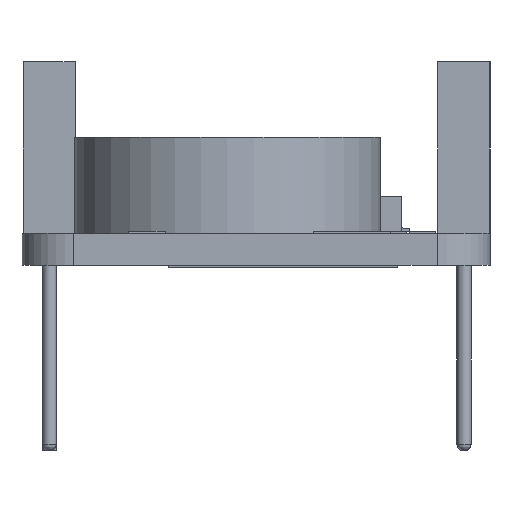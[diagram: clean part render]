
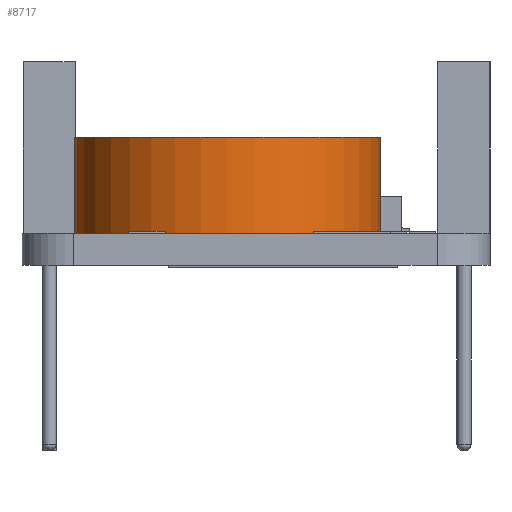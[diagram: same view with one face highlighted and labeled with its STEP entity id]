
A CAD part, left-side view. The second image highlights one B-rep face of the part: STEP entity #8717.
In plain terms, the highlighted cylindrical face has radius 7.493 mm (diameter 14.986 mm), a partial arc.
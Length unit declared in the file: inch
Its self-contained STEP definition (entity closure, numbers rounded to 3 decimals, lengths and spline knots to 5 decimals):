
#1059=FACE_OUTER_BOUND('',#1725,.T.);
#1725=EDGE_LOOP('',(#7356,#7357,#7358,#7359));
#2567=LINE('',#14445,#3288);
#2568=LINE('',#14451,#3289);
#3288=VECTOR('',#11825,0.3937);
#3289=VECTOR('',#11832,0.3937);
#3607=CIRCLE('',#9710,0.295);
#3608=CIRCLE('',#9711,0.295);
#4361=VERTEX_POINT('',#14441);
#4362=VERTEX_POINT('',#14443);
#4363=VERTEX_POINT('',#14447);
#4364=VERTEX_POINT('',#14449);
#5397=EDGE_CURVE('',#4361,#4362,#2567,.T.);
#5398=EDGE_CURVE('',#4363,#4361,#3607,.T.);
#5399=EDGE_CURVE('',#4364,#4362,#3608,.T.);
#5400=EDGE_CURVE('',#4363,#4364,#2568,.T.);
#7356=ORIENTED_EDGE('',*,*,#5398,.T.);
#7357=ORIENTED_EDGE('',*,*,#5397,.T.);
#7358=ORIENTED_EDGE('',*,*,#5399,.F.);
#7359=ORIENTED_EDGE('',*,*,#5400,.F.);
#8079=CYLINDRICAL_SURFACE('',#9709,0.295);
#8717=ADVANCED_FACE('',(#1059),#8079,.T.);
#9709=AXIS2_PLACEMENT_3D('',#14446,#11826,#11827);
#9710=AXIS2_PLACEMENT_3D('',#14448,#11828,#11829);
#9711=AXIS2_PLACEMENT_3D('',#14450,#11830,#11831);
#11825=DIRECTION('',(0.,0.,1.));
#11826=DIRECTION('center_axis',(0.,0.,1.));
#11827=DIRECTION('ref_axis',(-1.,0.,0.));
#11828=DIRECTION('center_axis',(0.,0.,1.));
#11829=DIRECTION('ref_axis',(-1.,0.,0.));
#11830=DIRECTION('center_axis',(0.,0.,1.));
#11831=DIRECTION('ref_axis',(-1.,0.,0.));
#11832=DIRECTION('',(0.,0.,1.));
#14441=CARTESIAN_POINT('',(0.62528,0.31007,0.06181));
#14443=CARTESIAN_POINT('',(0.62528,0.31007,0.24681));
#14445=CARTESIAN_POINT('',(0.62528,0.31007,0.06181));
#14446=CARTESIAN_POINT('Origin',(0.40386,0.505,0.06181));
#14447=CARTESIAN_POINT('',(0.62528,0.69993,0.06181));
#14448=CARTESIAN_POINT('Origin',(0.40386,0.505,0.06181));
#14449=CARTESIAN_POINT('',(0.62528,0.69993,0.24681));
#14450=CARTESIAN_POINT('Origin',(0.40386,0.505,0.24681));
#14451=CARTESIAN_POINT('',(0.62528,0.69993,0.06181));
